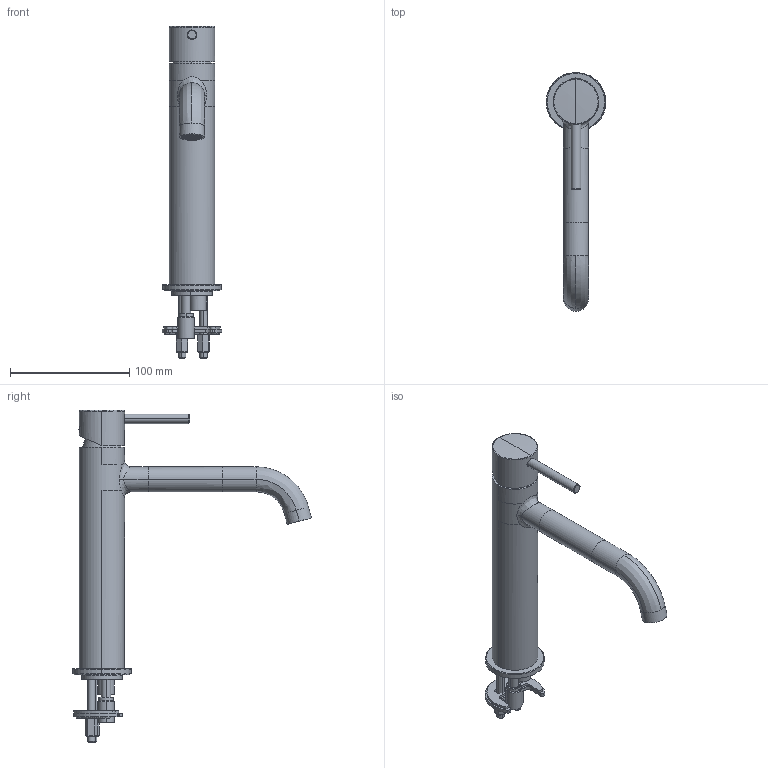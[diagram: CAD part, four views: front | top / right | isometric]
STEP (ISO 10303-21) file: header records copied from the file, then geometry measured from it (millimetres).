
FILE_DESCRIPTION(/* description */ (''),/* implementation_level */ '2;1');
FILE_NAME(/* name */ 'STEP - 164732104_2267199',/* time_stamp */ '2024-03-28T09:34:36+11:00',/* author */ (''),/* organization */ (''),/* preprocessor_version */ 'ST-DEVELOPER v16.5',/* originating_system */ 'Rhino 7.23',/* authorisation */ '');
FILE_SCHEMA (('AUTOMOTIVE_DESIGN'));
Length unit declared in the file: millimetre
Products named in the file (25): Document; 201136472426; 206073742702_ASM; 2060736927023; 206015920102; 206015930102; 2060714624027; 208002330601; 2040118399014; 2050226401055; 2050553907266; 20202647022617; 2020533901268; 2050117916011; 2020304107269; 20310257990110; 20606280012611; 206209999901_ASM19; 20702041160112; 20701199060113; 20701234060114; 20503046160115; 20502238010216; 20501173160218; 2050123216012
Assembly tree (29 placements, depth 3):
  Document
    201136472426
    206073742702_ASM
      2060736927023
      206015920102
      206015930102
      2060714624027  x2
    208002330601  x2
    2040118399014
    2050226401055
    2050553907266
    20202647022617
    2020533901268
    2050117916011
    2020304107269
    20310257990110
    20606280012611
    206209999901_ASM19
      20702041160112
      20701199060113
      20701234060114
      20503046160115  x2
      20502238010216  x2
    20501173160218
    2050123216012  x2
Bounding box: 49.94 x 199.95 x 278.06 mm (x, y, z)
Volume: 146634.4 mm3; surface area: 129620.6 mm2
Topology: 28 solids, 28 shells, 2734 faces, 7566 edges, 4887 vertices
Faces by surface type: plane 1297, cylinder 1055, bspline 382
Entity records: 102351 total; most frequent: CARTESIAN_POINT 51918, ORIENTED_EDGE 14694, EDGE_CURVE 7347, B_SPLINE_CURVE_WITH_KNOTS 6087, VERTEX_POINT 4764, EDGE_LOOP 3603, ADVANCED_FACE 2644, FACE_OUTER_BOUND 2644
